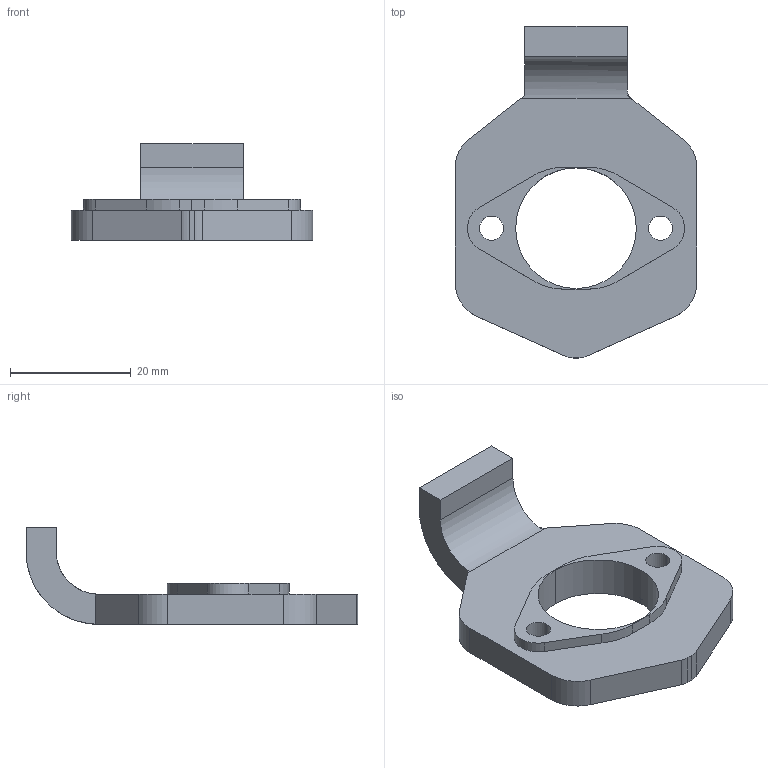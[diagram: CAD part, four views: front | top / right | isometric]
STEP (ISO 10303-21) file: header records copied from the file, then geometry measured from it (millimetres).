
FILE_DESCRIPTION(/* description */ ('VariCAD 2020-1.05 AP-214'),/* implementation_level */ '2;1');
FILE_NAME(/* name */ 'centreur ext Droit.stp',/* time_stamp */ '2022-03-13T16:46:50+01:00',/* author */ (''),/* organization */ (''),/* preprocessor_version */ 'VariCAD 2020-1.05',/* originating_system */ 'VariCAD 2020-1.05; kernel version (20180118)',/* authorisation */ '');
FILE_SCHEMA(('AUTOMOTIVE_DESIGN'));
Length unit declared in the file: millimetre
Products named in the file (2): centreur ext Droit
Assembly tree (1 placements, depth 2):
  centreur ext Droit
    (unnamed)
Bounding box: 40 x 55 x 16 mm (x, y, z)
Volume: 7411.6 mm3; surface area: 4527.8 mm2
Topology: 1 solids, 1 shells, 52 faces, 138 edges, 88 vertices
Faces by surface type: cylinder 27, plane 21, cone 4
Entity records: 1701 total; most frequent: CARTESIAN_POINT 321, DIRECTION 291, ORIENTED_EDGE 274, EDGE_CURVE 137, AXIS2_PLACEMENT_3D 106, VERTEX_POINT 88, LINE 79, VECTOR 79
